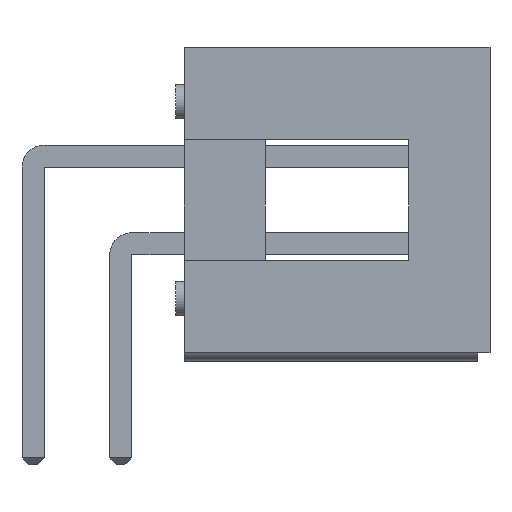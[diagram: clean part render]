
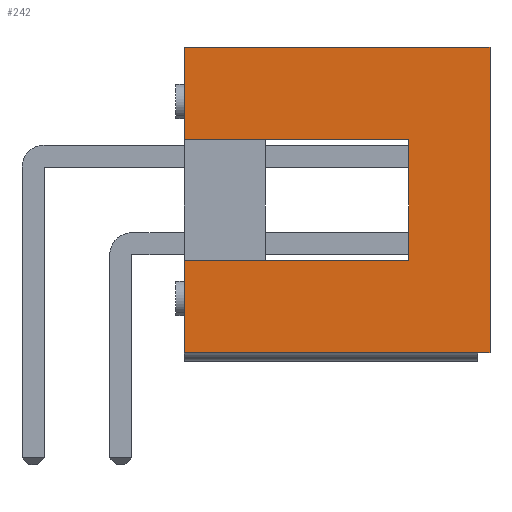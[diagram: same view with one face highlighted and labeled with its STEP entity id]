
A CAD part, front view. The second image highlights one B-rep face of the part: STEP entity #242.
In plain terms, the highlighted planar face has unit normal (0, -1, 0).
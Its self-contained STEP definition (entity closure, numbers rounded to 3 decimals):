
#26=VECTOR('',#27,1.);
#27=DIRECTION('',(1.,0.,0.));
#30=VERTEX_POINT('',#31);
#31=CARTESIAN_POINT('',(4.38,-83.84,9.095));
#36=EDGE_CURVE('',#30,#37,#39,.T.);
#37=VERTEX_POINT('',#38);
#38=CARTESIAN_POINT('',(13.23,-83.84,9.095));
#39=LINE('',#40,#26);
#40=CARTESIAN_POINT('',(6.73,-83.84,9.095));
#89=VECTOR('',#90,1.);
#90=DIRECTION('',(0.,0.,1.));
#105=VECTOR('',#106,1.);
#106=DIRECTION('',(0.,0.,-1.));
#130=EDGE_CURVE('',#37,#131,#133,.T.);
#131=VERTEX_POINT('',#132);
#132=CARTESIAN_POINT('',(13.23,-83.84,0.245));
#133=LINE('',#38,#105);
#242=ADVANCED_FACE('',(#243),#281,.T.);
#243=FACE_BOUND('',#244,.T.);
#244=EDGE_LOOP('',(#245,#246,#251,#259,#265,#273,#277,#280));
#245=ORIENTED_EDGE('',*,*,#36,.F.);
#246=ORIENTED_EDGE('',*,*,#247,.T.);
#247=EDGE_CURVE('',#30,#248,#250,.T.);
#248=VERTEX_POINT('',#249);
#249=CARTESIAN_POINT('',(4.38,-83.84,6.42));
#250=LINE('',#31,#105);
#251=ORIENTED_EDGE('',*,*,#252,.T.);
#252=EDGE_CURVE('',#248,#253,#255,.T.);
#253=VERTEX_POINT('',#254);
#254=CARTESIAN_POINT('',(10.88,-83.84,6.42));
#255=LINE('',#256,#257);
#256=CARTESIAN_POINT('',(6.593,-83.84,6.42));
#257=VECTOR('',#258,1.);
#258=DIRECTION('',(1.,0.,0.));
#259=ORIENTED_EDGE('',*,*,#260,.F.);
#260=EDGE_CURVE('',#261,#253,#263,.T.);
#261=VERTEX_POINT('',#262);
#262=CARTESIAN_POINT('',(10.88,-83.84,2.92));
#263=LINE('',#264,#89);
#264=CARTESIAN_POINT('',(10.88,-83.84,4.67));
#265=ORIENTED_EDGE('',*,*,#266,.T.);
#266=EDGE_CURVE('',#261,#267,#269,.T.);
#267=VERTEX_POINT('',#268);
#268=CARTESIAN_POINT('',(4.38,-83.84,2.92));
#269=LINE('',#270,#271);
#270=CARTESIAN_POINT('',(6.593,-83.84,2.92));
#271=VECTOR('',#272,1.);
#272=DIRECTION('',(-1.,0.,0.));
#273=ORIENTED_EDGE('',*,*,#274,.T.);
#274=EDGE_CURVE('',#267,#275,#250,.T.);
#275=VERTEX_POINT('',#276);
#276=CARTESIAN_POINT('',(4.38,-83.84,0.245));
#277=ORIENTED_EDGE('',*,*,#278,.T.);
#278=EDGE_CURVE('',#275,#131,#279,.T.);
#279=LINE('',#276,#26);
#280=ORIENTED_EDGE('',*,*,#130,.F.);
#281=PLANE('',#282);
#282=AXIS2_PLACEMENT_3D('',#283,#284,#272);
#283=CARTESIAN_POINT('',(8.805,-83.84,4.67));
#284=DIRECTION('',(0.,-1.,0.));
